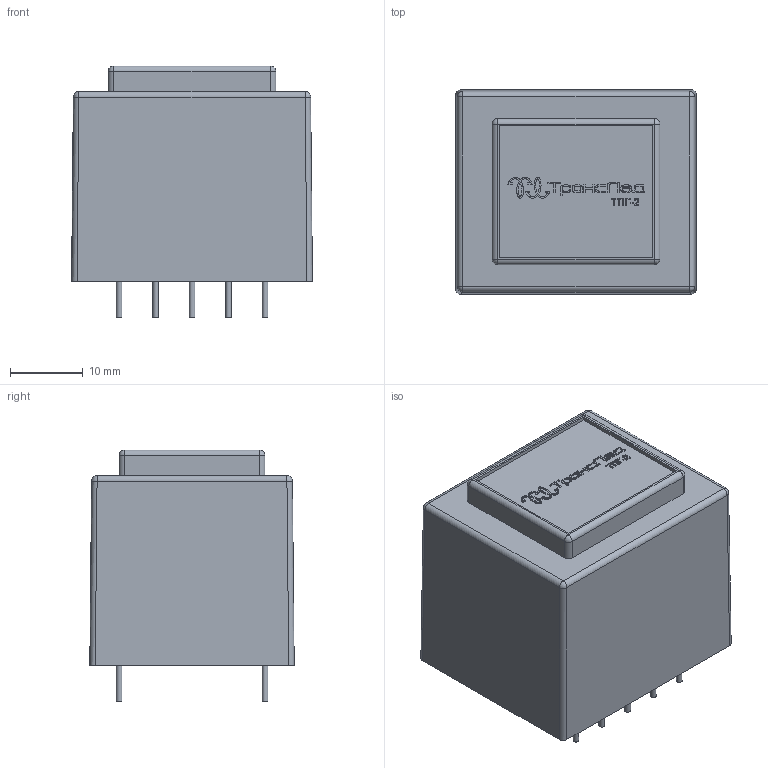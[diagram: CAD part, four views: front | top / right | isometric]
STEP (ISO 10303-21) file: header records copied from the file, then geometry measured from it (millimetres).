
FILE_DESCRIPTION(/* description */ (''),/* implementation_level */ '2;1');
FILE_NAME(/* name */ 'TPG-2.step',/* time_stamp */ '2022-11-06T12:35:39+03:00',/* author */ (''),/* organization */ (''),/* preprocessor_version */ 'ST-DEVELOPER v19.2',/* originating_system */ 'Autodesk Translation Framework v11.17.0.187',/* authorisation */ '');
FILE_SCHEMA (('AUTOMOTIVE_DESIGN { 1 0 10303 214 3 1 1 }'));
Length unit declared in the file: millimetre
Products named in the file (1): TPG-2
Bounding box: 33 x 28 x 34.5 mm (x, y, z)
Volume: 24640.9 mm3; surface area: 5456.8 mm2
Topology: 31 solids, 31 shells, 564 faces, 1473 edges, 974 vertices
Faces by surface type: plane 282, bspline 237, cylinder 37, sphere 8
Full cylindrical faces by diameter (mm): 0.8 x10
Entity records: 18317 total; most frequent: CARTESIAN_POINT 6253, ORIENTED_EDGE 2946, DIRECTION 1809, EDGE_CURVE 1473, VERTEX_POINT 974, LINE 925, VECTOR 925, EDGE_LOOP 581
